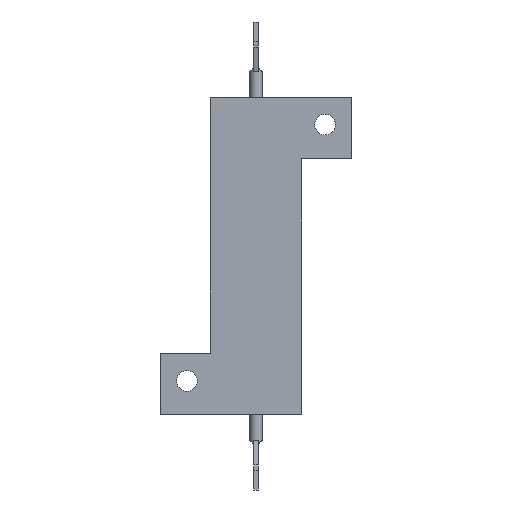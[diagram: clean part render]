
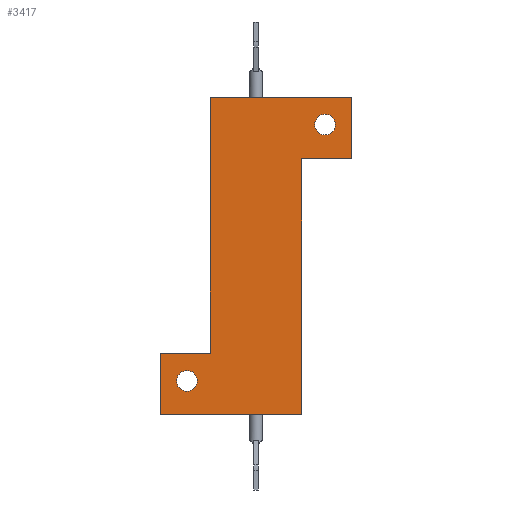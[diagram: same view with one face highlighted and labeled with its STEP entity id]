
A CAD part, front view. The second image highlights one B-rep face of the part: STEP entity #3417.
In plain terms, the highlighted planar face has unit normal (0, -1, 0).
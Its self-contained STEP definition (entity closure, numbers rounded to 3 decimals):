
#76=CIRCLE('',#3595,1.6);
#78=CIRCLE('',#3598,1.6);
#82=CIRCLE('',#3607,1.6);
#83=CIRCLE('',#3608,1.6);
#566=ORIENTED_EDGE('',*,*,#1194,.T.);
#567=ORIENTED_EDGE('',*,*,#1170,.T.);
#568=ORIENTED_EDGE('',*,*,#1192,.F.);
#569=ORIENTED_EDGE('',*,*,#1195,.F.);
#570=ORIENTED_EDGE('',*,*,#1188,.T.);
#571=ORIENTED_EDGE('',*,*,#1174,.T.);
#572=ORIENTED_EDGE('',*,*,#1196,.T.);
#573=ORIENTED_EDGE('',*,*,#1197,.T.);
#574=ORIENTED_EDGE('',*,*,#1181,.T.);
#575=ORIENTED_EDGE('',*,*,#1198,.T.);
#576=ORIENTED_EDGE('',*,*,#1177,.T.);
#577=ORIENTED_EDGE('',*,*,#1199,.T.);
#1170=EDGE_CURVE('',#1466,#1465,#1720,.T.);
#1174=EDGE_CURVE('',#1469,#1468,#1724,.T.);
#1177=EDGE_CURVE('',#1472,#1470,#76,.T.);
#1181=EDGE_CURVE('',#1476,#1474,#78,.T.);
#1188=EDGE_CURVE('',#1479,#1469,#1733,.T.);
#1192=EDGE_CURVE('',#1481,#1465,#1736,.T.);
#1194=EDGE_CURVE('',#1482,#1466,#1738,.T.);
#1195=EDGE_CURVE('',#1479,#1481,#1739,.T.);
#1196=EDGE_CURVE('',#1468,#1483,#1740,.T.);
#1197=EDGE_CURVE('',#1483,#1482,#1741,.T.);
#1198=EDGE_CURVE('',#1474,#1476,#82,.T.);
#1199=EDGE_CURVE('',#1470,#1472,#83,.T.);
#1465=VERTEX_POINT('',#5013);
#1466=VERTEX_POINT('',#5015);
#1468=VERTEX_POINT('',#5021);
#1469=VERTEX_POINT('',#5023);
#1470=VERTEX_POINT('',#5027);
#1472=VERTEX_POINT('',#5030);
#1474=VERTEX_POINT('',#5036);
#1476=VERTEX_POINT('',#5039);
#1479=VERTEX_POINT('',#5050);
#1481=VERTEX_POINT('',#5059);
#1482=VERTEX_POINT('',#5063);
#1483=VERTEX_POINT('',#5066);
#1720=LINE('',#5014,#1992);
#1724=LINE('',#5022,#1996);
#1733=LINE('',#5051,#2005);
#1736=LINE('',#5058,#2008);
#1738=LINE('',#5062,#2010);
#1739=LINE('',#5064,#2011);
#1740=LINE('',#5065,#2012);
#1741=LINE('',#5067,#2013);
#1992=VECTOR('',#4176,1000.);
#1996=VECTOR('',#4182,1000.);
#2005=VECTOR('',#4209,1000.);
#2008=VECTOR('',#4218,1000.);
#2010=VECTOR('',#4222,1000.);
#2011=VECTOR('',#4223,1000.);
#2012=VECTOR('',#4224,1000.);
#2013=VECTOR('',#4225,1000.);
#2135=EDGE_LOOP('',(#566,#567,#568,#569,#570,#571,#572,#573));
#2136=EDGE_LOOP('',(#574,#575));
#2137=EDGE_LOOP('',(#576,#577));
#2279=FACE_BOUND('',#2135,.T.);
#2280=FACE_BOUND('',#2136,.T.);
#2281=FACE_BOUND('',#2137,.T.);
#2393=PLANE('',#3606);
#3417=ADVANCED_FACE('',(#2279,#2280,#2281),#2393,.F.);
#3595=AXIS2_PLACEMENT_3D('',#5029,#4187,#4188);
#3598=AXIS2_PLACEMENT_3D('',#5038,#4195,#4196);
#3606=AXIS2_PLACEMENT_3D('',#5061,#4220,#4221);
#3607=AXIS2_PLACEMENT_3D('',#5068,#4226,#4227);
#3608=AXIS2_PLACEMENT_3D('',#5069,#4228,#4229);
#4176=DIRECTION('',(1.,0.,0.));
#4182=DIRECTION('',(-1.,0.,0.));
#4187=DIRECTION('',(0.,1.,0.));
#4188=DIRECTION('',(-1.,0.,0.));
#4195=DIRECTION('',(0.,1.,0.));
#4196=DIRECTION('',(-1.,0.,0.));
#4209=DIRECTION('',(0.,0.,-1.));
#4218=DIRECTION('',(0.,0.,-1.));
#4220=DIRECTION('',(0.,1.,0.));
#4221=DIRECTION('',(0.,0.,1.));
#4222=DIRECTION('',(0.,0.,1.));
#4223=DIRECTION('',(1.,0.,0.));
#4224=DIRECTION('',(0.,0.,-1.));
#4225=DIRECTION('',(1.,0.,0.));
#4226=DIRECTION('',(0.,1.,0.));
#4227=DIRECTION('',(-1.,0.,0.));
#4228=DIRECTION('',(0.,1.,0.));
#4229=DIRECTION('',(-1.,0.,0.));
#5013=CARTESIAN_POINT('',(14.85,0.,15.05));
#5014=CARTESIAN_POINT('',(14.85,0.,15.05));
#5015=CARTESIAN_POINT('',(7.1,0.,15.05));
#5021=CARTESIAN_POINT('',(-14.85,0.,-15.05));
#5022=CARTESIAN_POINT('',(-14.85,0.,-15.05));
#5023=CARTESIAN_POINT('',(-7.1,0.,-15.05));
#5027=CARTESIAN_POINT('',(-9.1,0.,-19.35));
#5029=CARTESIAN_POINT('',(-10.7,0.,-19.35));
#5030=CARTESIAN_POINT('',(-12.3,0.,-19.35));
#5036=CARTESIAN_POINT('',(12.3,0.,20.35));
#5038=CARTESIAN_POINT('',(10.7,0.,20.35));
#5039=CARTESIAN_POINT('',(9.1,0.,20.35));
#5050=CARTESIAN_POINT('',(-7.1,0.,24.55));
#5051=CARTESIAN_POINT('',(-7.1,0.,24.55));
#5058=CARTESIAN_POINT('',(14.85,0.,24.55));
#5059=CARTESIAN_POINT('',(14.85,0.,24.55));
#5061=CARTESIAN_POINT('',(-14.85,0.,24.55));
#5062=CARTESIAN_POINT('',(7.1,0.,-24.55));
#5063=CARTESIAN_POINT('',(7.1,0.,-24.55));
#5064=CARTESIAN_POINT('',(-14.85,0.,24.55));
#5065=CARTESIAN_POINT('',(-14.85,0.,24.55));
#5066=CARTESIAN_POINT('',(-14.85,0.,-24.55));
#5067=CARTESIAN_POINT('',(-14.85,0.,-24.55));
#5068=CARTESIAN_POINT('',(10.7,0.,20.35));
#5069=CARTESIAN_POINT('',(-10.7,0.,-19.35));
